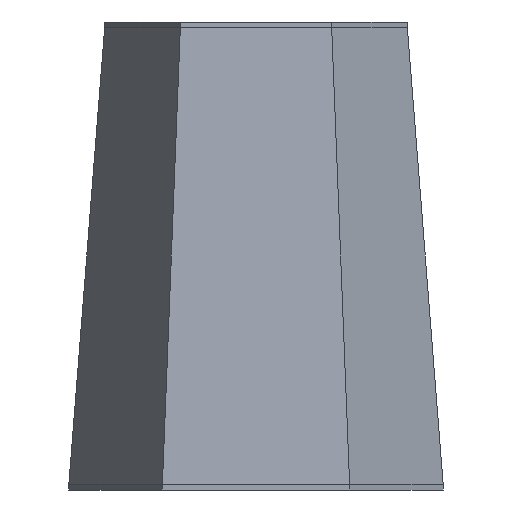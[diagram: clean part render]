
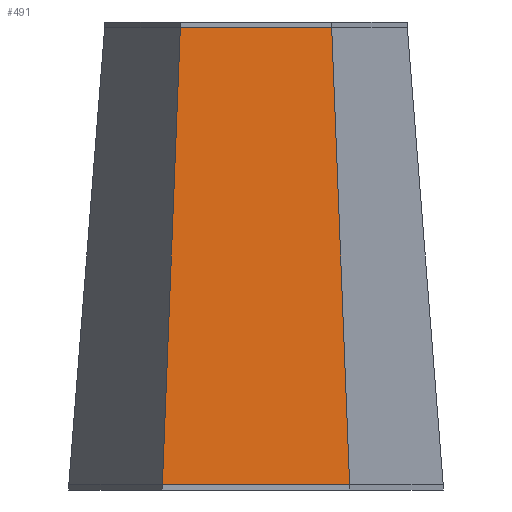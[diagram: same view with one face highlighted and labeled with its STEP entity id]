
A CAD part, front view. The second image highlights one B-rep face of the part: STEP entity #491.
In plain terms, the highlighted planar face has unit normal (0, -0.998, 0.068).
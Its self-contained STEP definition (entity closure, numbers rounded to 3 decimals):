
#29=PLANE('',#539);
#59=FACE_OUTER_BOUND('',#91,.T.);
#91=EDGE_LOOP('',(#399,#400,#401,#402));
#137=LINE('',#754,#199);
#138=LINE('',#757,#200);
#139=LINE('',#759,#201);
#140=LINE('',#760,#202);
#199=VECTOR('',#617,10.);
#200=VECTOR('',#620,10.);
#201=VECTOR('',#621,10.);
#202=VECTOR('',#622,10.);
#259=VERTEX_POINT('',#750);
#260=VERTEX_POINT('',#752);
#261=VERTEX_POINT('',#756);
#262=VERTEX_POINT('',#758);
#309=EDGE_CURVE('',#259,#260,#137,.T.);
#310=EDGE_CURVE('',#261,#259,#138,.T.);
#311=EDGE_CURVE('',#262,#260,#139,.T.);
#312=EDGE_CURVE('',#261,#262,#140,.T.);
#399=ORIENTED_EDGE('',*,*,#310,.T.);
#400=ORIENTED_EDGE('',*,*,#309,.T.);
#401=ORIENTED_EDGE('',*,*,#311,.F.);
#402=ORIENTED_EDGE('',*,*,#312,.F.);
#491=ADVANCED_FACE('',(#59),#29,.F.);
#539=AXIS2_PLACEMENT_3D('',#755,#618,#619);
#617=DIRECTION('',(-0.039,0.068,0.997));
#618=DIRECTION('center_axis',(0.,0.998,-0.068));
#619=DIRECTION('ref_axis',(0.,0.068,0.998));
#620=DIRECTION('',(1.,0.,0.));
#621=DIRECTION('',(1.,0.,0.));
#622=DIRECTION('',(0.039,0.068,0.997));
#750=CARTESIAN_POINT('',(5.,-8.66,0.3));
#752=CARTESIAN_POINT('',(4.041,-7.,24.7));
#754=CARTESIAN_POINT('',(5.,-8.66,0.3));
#755=CARTESIAN_POINT('Origin',(5.,-8.66,0.3));
#756=CARTESIAN_POINT('',(-5.,-8.66,0.3));
#757=CARTESIAN_POINT('',(-5.,-8.66,0.3));
#758=CARTESIAN_POINT('',(-4.041,-7.,24.7));
#759=CARTESIAN_POINT('',(-4.041,-7.,24.7));
#760=CARTESIAN_POINT('',(-5.,-8.66,0.3));
